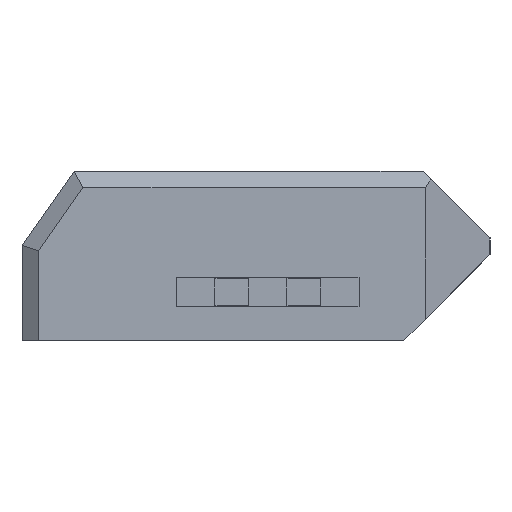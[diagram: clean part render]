
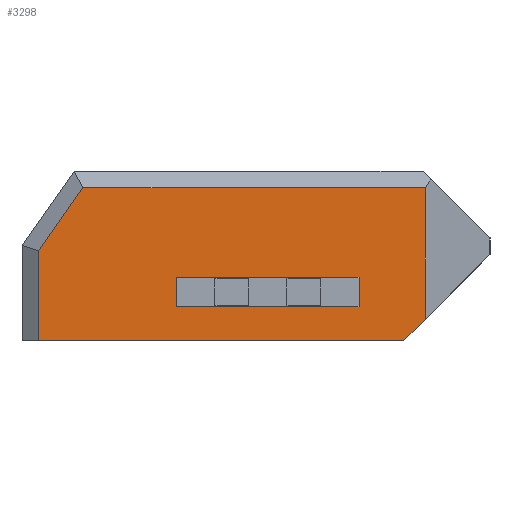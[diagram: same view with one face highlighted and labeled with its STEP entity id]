
A CAD part, left-side view. The second image highlights one B-rep face of the part: STEP entity #3298.
In plain terms, the highlighted planar face has unit normal (-1, 0, 0).
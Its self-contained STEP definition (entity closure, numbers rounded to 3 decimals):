
#49=FACE_BOUND('',#560,.T.);
#363=FACE_OUTER_BOUND('',#559,.T.);
#559=EDGE_LOOP('',(#2942,#2943,#2944,#2945,#2946,#2947));
#560=EDGE_LOOP('',(#2948,#2949,#2950,#2951));
#713=LINE('',#4917,#1075);
#716=LINE('',#4923,#1078);
#719=LINE('',#4929,#1081);
#722=LINE('',#4933,#1084);
#876=LINE('',#5519,#1238);
#884=LINE('',#5533,#1246);
#890=LINE('',#5550,#1252);
#892=LINE('',#5554,#1254);
#896=LINE('',#5559,#1258);
#910=LINE('',#5588,#1272);
#1075=VECTOR('',#3860,10.);
#1078=VECTOR('',#3865,10.);
#1081=VECTOR('',#3870,10.);
#1084=VECTOR('',#3875,10.);
#1238=VECTOR('',#4397,10.);
#1246=VECTOR('',#4409,10.);
#1252=VECTOR('',#4427,10.);
#1254=VECTOR('',#4431,10.);
#1258=VECTOR('',#4437,10.);
#1272=VECTOR('',#4471,10.);
#1438=VERTEX_POINT('',#4914);
#1439=VERTEX_POINT('',#4916);
#1441=VERTEX_POINT('',#4922);
#1443=VERTEX_POINT('',#4928);
#1560=VERTEX_POINT('',#5516);
#1561=VERTEX_POINT('',#5518);
#1565=VERTEX_POINT('',#5532);
#1569=VERTEX_POINT('',#5547);
#1570=VERTEX_POINT('',#5549);
#1571=VERTEX_POINT('',#5553);
#1766=EDGE_CURVE('',#1439,#1438,#713,.T.);
#1769=EDGE_CURVE('',#1441,#1439,#716,.T.);
#1772=EDGE_CURVE('',#1443,#1441,#719,.T.);
#1775=EDGE_CURVE('',#1438,#1443,#722,.T.);
#2003=EDGE_CURVE('',#1561,#1560,#876,.T.);
#2011=EDGE_CURVE('',#1561,#1565,#884,.T.);
#2017=EDGE_CURVE('',#1569,#1570,#890,.T.);
#2019=EDGE_CURVE('',#1570,#1571,#892,.T.);
#2023=EDGE_CURVE('',#1571,#1560,#896,.T.);
#2037=EDGE_CURVE('',#1565,#1569,#910,.T.);
#2942=ORIENTED_EDGE('',*,*,#2003,.T.);
#2943=ORIENTED_EDGE('',*,*,#2023,.F.);
#2944=ORIENTED_EDGE('',*,*,#2019,.F.);
#2945=ORIENTED_EDGE('',*,*,#2017,.F.);
#2946=ORIENTED_EDGE('',*,*,#2037,.F.);
#2947=ORIENTED_EDGE('',*,*,#2011,.F.);
#2948=ORIENTED_EDGE('',*,*,#1766,.T.);
#2949=ORIENTED_EDGE('',*,*,#1775,.T.);
#2950=ORIENTED_EDGE('',*,*,#1772,.T.);
#2951=ORIENTED_EDGE('',*,*,#1769,.T.);
#3116=PLANE('',#3591);
#3298=ADVANCED_FACE('',(#363,#49),#3116,.F.);
#3591=AXIS2_PLACEMENT_3D('',#5589,#4472,#4473);
#3860=DIRECTION('',(0.,0.,1.));
#3865=DIRECTION('',(0.,1.,0.));
#3870=DIRECTION('',(0.,0.,-1.));
#3875=DIRECTION('',(0.,-1.,0.));
#4397=DIRECTION('',(0.,0.,1.));
#4409=DIRECTION('',(0.,0.707,-0.707));
#4427=DIRECTION('',(0.,0.,1.));
#4431=DIRECTION('',(0.,-0.574,0.819));
#4437=DIRECTION('',(0.,-1.,0.));
#4471=DIRECTION('',(0.,1.,0.));
#4472=DIRECTION('center_axis',(1.,0.,0.));
#4473=DIRECTION('ref_axis',(0.,1.,0.));
#4914=CARTESIAN_POINT('',(0.,35.4,0.3));
#4916=CARTESIAN_POINT('',(0.,35.4,-4.1));
#4917=CARTESIAN_POINT('',(0.,35.4,-0.3));
#4922=CARTESIAN_POINT('',(0.,8.1,-4.1));
#4923=CARTESIAN_POINT('',(0.,15.8,-4.1));
#4928=CARTESIAN_POINT('',(0.,8.1,0.3));
#4929=CARTESIAN_POINT('',(0.,8.1,1.9));
#4933=CARTESIAN_POINT('',(0.,29.45,0.3));
#5516=CARTESIAN_POINT('',(0.,-1.842,13.7));
#5518=CARTESIAN_POINT('',(0.,-1.842,-5.948));
#5519=CARTESIAN_POINT('',(0.,-1.842,9.85));
#5532=CARTESIAN_POINT('',(0.,1.41,-9.2));
#5533=CARTESIAN_POINT('',(0.,-11.486,3.696));
#5547=CARTESIAN_POINT('',(0.,55.986,-9.2));
#5549=CARTESIAN_POINT('',(0.,55.986,4.272));
#5550=CARTESIAN_POINT('',(0.,55.986,-2.85));
#5553=CARTESIAN_POINT('',(0.,49.384,13.7));
#5554=CARTESIAN_POINT('',(0.,51.049,11.322));
#5559=CARTESIAN_POINT('',(0.,37.093,13.7));
#5588=CARTESIAN_POINT('',(0.,-11.486,-9.2));
#5589=CARTESIAN_POINT('Origin',(0.,23.5,3.5));
